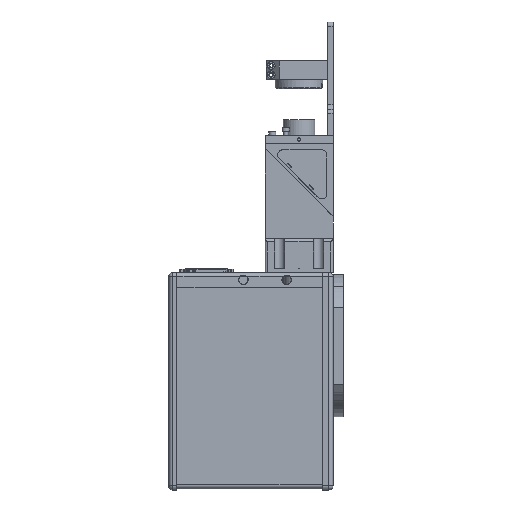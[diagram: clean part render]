
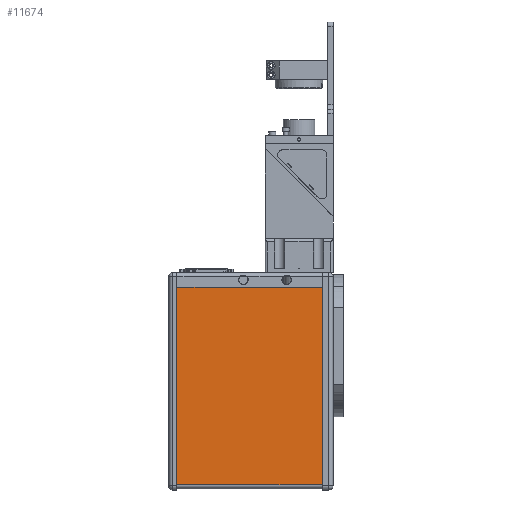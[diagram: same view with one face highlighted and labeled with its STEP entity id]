
A CAD part, left-side view. The second image highlights one B-rep face of the part: STEP entity #11674.
In plain terms, the highlighted planar face has unit normal (-1, 0, 0).
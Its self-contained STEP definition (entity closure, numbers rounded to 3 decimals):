
#1168 = CARTESIAN_POINT ( 'NONE',  ( -94.25, 120., -211.15 ) ) ;
#1710 = LINE ( 'NONE', #1168, #11043 ) ;
#2870 = CARTESIAN_POINT ( 'NONE',  ( -94.25, -24.5, -18.25 ) ) ;
#2942 = DIRECTION ( 'NONE',  ( 0., 1., 0. ) ) ;
#3046 = VERTEX_POINT ( 'NONE', #16159 ) ;
#3174 = VERTEX_POINT ( 'NONE', #10570 ) ;
#6279 = CARTESIAN_POINT ( 'NONE',  ( -94.25, 120., -18.25 ) ) ;
#7103 = AXIS2_PLACEMENT_3D ( 'NONE', #10095, #15182, #16595 ) ;
#7312 = VECTOR ( 'NONE', #12294, 1000. ) ;
#7774 = VECTOR ( 'NONE', #12618, 1000. ) ;
#8545 = LINE ( 'NONE', #2870, #7774 ) ;
#8645 = EDGE_CURVE ( 'NONE', #3174, #3046, #20415, .T. ) ;
#9659 = EDGE_LOOP ( 'NONE', ( #13107, #13045, #17177, #12339 ) ) ;
#9816 = LINE ( 'NONE', #6279, #13354 ) ;
#10095 = CARTESIAN_POINT ( 'NONE',  ( -94.25, 120., -18.25 ) ) ;
#10570 = CARTESIAN_POINT ( 'NONE',  ( -94.25, -24.5, -18.25 ) ) ;
#11025 = FACE_OUTER_BOUND ( 'NONE', #9659, .T. ) ;
#11043 = VECTOR ( 'NONE', #2942, 1000. ) ;
#11435 = CARTESIAN_POINT ( 'NONE',  ( -94.25, 120., -211.15 ) ) ;
#11674 = ADVANCED_FACE ( 'NONE', ( #11025 ), #18219, .T. ) ;
#12294 = DIRECTION ( 'NONE',  ( 0., 1., 0. ) ) ;
#12339 = ORIENTED_EDGE ( 'NONE', *, *, #18859, .T. ) ;
#12618 = DIRECTION ( 'NONE',  ( 0., 0., 1. ) ) ;
#13045 = ORIENTED_EDGE ( 'NONE', *, *, #18365, .T. ) ;
#13107 = ORIENTED_EDGE ( 'NONE', *, *, #8645, .T. ) ;
#13354 = VECTOR ( 'NONE', #19318, 1000. ) ;
#14606 = VERTEX_POINT ( 'NONE', #17089 ) ;
#15182 = DIRECTION ( 'NONE',  ( -1., 0., 0. ) ) ;
#15708 = CARTESIAN_POINT ( 'NONE',  ( -94.25, 120., -18.25 ) ) ;
#15788 = VERTEX_POINT ( 'NONE', #11435 ) ;
#16159 = CARTESIAN_POINT ( 'NONE',  ( -94.25, 120., -18.25 ) ) ;
#16595 = DIRECTION ( 'NONE',  ( 0., -1., 0. ) ) ;
#17089 = CARTESIAN_POINT ( 'NONE',  ( -94.25, -24.5, -211.15 ) ) ;
#17177 = ORIENTED_EDGE ( 'NONE', *, *, #18787, .F. ) ;
#18219 = PLANE ( 'NONE',  #7103 ) ;
#18365 = EDGE_CURVE ( 'NONE', #3046, #15788, #9816, .T. ) ;
#18787 = EDGE_CURVE ( 'NONE', #14606, #15788, #1710, .T. ) ;
#18859 = EDGE_CURVE ( 'NONE', #14606, #3174, #8545, .T. ) ;
#19318 = DIRECTION ( 'NONE',  ( 0., 0., -1. ) ) ;
#20415 = LINE ( 'NONE', #15708, #7312 ) ;
